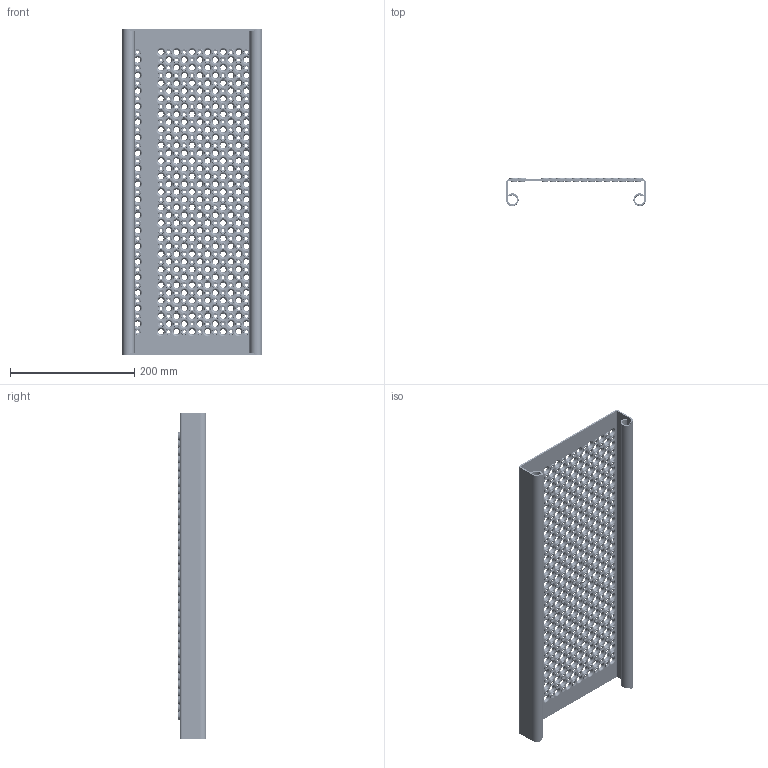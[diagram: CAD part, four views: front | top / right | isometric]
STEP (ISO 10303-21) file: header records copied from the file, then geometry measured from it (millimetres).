
FILE_DESCRIPTION (( 'STEP AP214' ), '1' );
FILE_NAME ('Optimo-Tread-plank-achil-visual-O2-525x225x45x2,5-alu-C211026100.STEP', '2021-08-11T10:33:37', ( '' ), ( '' ), 'SwSTEP 2.0', 'SolidWorks 2021', '' );
FILE_SCHEMA (( 'AUTOMOTIVE_DESIGN' ));
Products named in the file (1): Optimo-Tread-plank-achil-visual-O2-525x225x45x2,5-alu-C211026100
Bounding box: 225 x 45.18 x 525 mm (x, y, z)
Surface area: 430114.3 mm2 (no closed solid volume)
Topology: 0 solids, 1 shells, 8841 faces, 22976 edges, 13028 vertices
Faces by surface type: cone 3328, torus 2220, plane 1983, cylinder 1306, bspline 4
Entity records: 282164 total; most frequent: DIRECTION 56828, CARTESIAN_POINT 54742, ORIENTED_EDGE 45952, AXIS2_PLACEMENT_3D 26588, EDGE_CURVE 22976, CIRCLE 17747, VERTEX_POINT 13028, EDGE_LOOP 8848
